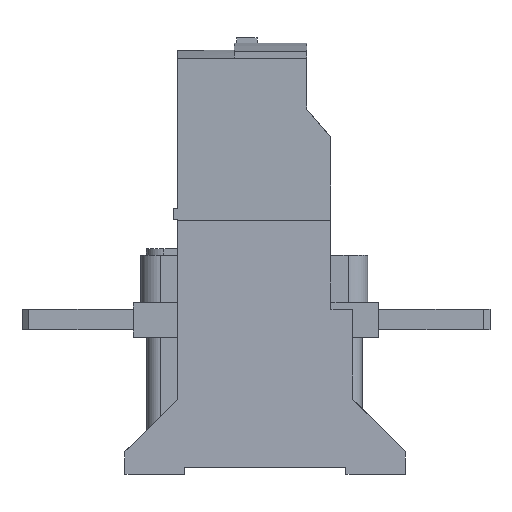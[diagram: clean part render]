
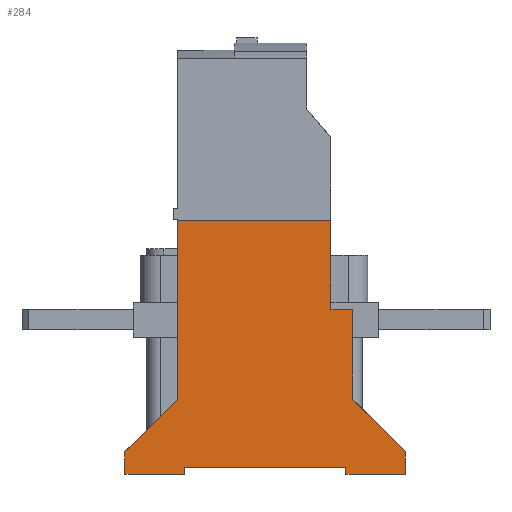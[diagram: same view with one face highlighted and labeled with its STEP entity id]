
A CAD part, left-side view. The second image highlights one B-rep face of the part: STEP entity #284.
In plain terms, the highlighted planar face has unit normal (-1, 0, 0.004).
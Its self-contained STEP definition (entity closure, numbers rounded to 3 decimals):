
#284=ADVANCED_FACE('',(#1105),#1106,.T.);
#1105=FACE_OUTER_BOUND('',#2287,.T.);
#1106=PLANE('',#2288);
#2287=EDGE_LOOP('',(#5143,#5144,#5145,#5146,#5147,#5148,#5149,#5150,#5151,#5152,#5153,#5154,#5155,#5156));
#2288=AXIS2_PLACEMENT_3D('',#5157,#5158,#5159);
#5143=ORIENTED_EDGE('',*,*,#7975,.T.);
#5144=ORIENTED_EDGE('',*,*,#7904,.T.);
#5145=ORIENTED_EDGE('',*,*,#8684,.T.);
#5146=ORIENTED_EDGE('',*,*,#8685,.F.);
#5147=ORIENTED_EDGE('',*,*,#8686,.F.);
#5148=ORIENTED_EDGE('',*,*,#8673,.T.);
#5149=ORIENTED_EDGE('',*,*,#8671,.T.);
#5150=ORIENTED_EDGE('',*,*,#8666,.F.);
#5151=ORIENTED_EDGE('',*,*,#8687,.F.);
#5152=ORIENTED_EDGE('',*,*,#8688,.T.);
#5153=ORIENTED_EDGE('',*,*,#8689,.T.);
#5154=ORIENTED_EDGE('',*,*,#8658,.F.);
#5155=ORIENTED_EDGE('',*,*,#8690,.T.);
#5156=ORIENTED_EDGE('',*,*,#7990,.F.);
#5157=CARTESIAN_POINT('',(-17.793,-8.7,-126.059));
#5158=DIRECTION('',(-1.,0.0,0.004));
#5159=DIRECTION('',(0.0,1.0,0.0));
#7904=EDGE_CURVE('',#9609,#9607,#9610,.T.);
#7975=EDGE_CURVE('',#9748,#9609,#9749,.T.);
#7990=EDGE_CURVE('',#9748,#9777,#9778,.T.);
#8658=EDGE_CURVE('',#10898,#10900,#10901,.T.);
#8666=EDGE_CURVE('',#10912,#10914,#10915,.T.);
#8671=EDGE_CURVE('',#10922,#10914,#10923,.T.);
#8673=EDGE_CURVE('',#10925,#10922,#10926,.T.);
#8684=EDGE_CURVE('',#9607,#10943,#10945,.T.);
#8685=EDGE_CURVE('',#10946,#10943,#10947,.T.);
#8686=EDGE_CURVE('',#10925,#10946,#10948,.T.);
#8687=EDGE_CURVE('',#10949,#10912,#10950,.T.);
#8688=EDGE_CURVE('',#10949,#10951,#10952,.T.);
#8689=EDGE_CURVE('',#10951,#10900,#10953,.T.);
#8690=EDGE_CURVE('',#10898,#9777,#10954,.T.);
#9607=VERTEX_POINT('',#12283);
#9609=VERTEX_POINT('',#12286);
#9610=LINE('',#12287,#12288);
#9748=VERTEX_POINT('',#12496);
#9749=LINE('',#12497,#12498);
#9777=VERTEX_POINT('',#12540);
#9778=LINE('',#12541,#12542);
#10898=VERTEX_POINT('',#14218);
#10900=VERTEX_POINT('',#14221);
#10901=LINE('',#14222,#14223);
#10912=VERTEX_POINT('',#14240);
#10914=VERTEX_POINT('',#14243);
#10915=LINE('',#14244,#14245);
#10922=VERTEX_POINT('',#14256);
#10923=LINE('',#14257,#14258);
#10925=VERTEX_POINT('',#14261);
#10926=LINE('',#14262,#14263);
#10943=VERTEX_POINT('',#14289);
#10945=LINE('',#14292,#14293);
#10946=VERTEX_POINT('',#14294);
#10947=LINE('',#14295,#14296);
#10948=LINE('',#14297,#14298);
#10949=VERTEX_POINT('',#14299);
#10950=LINE('',#14300,#14301);
#10951=VERTEX_POINT('',#14302);
#10952=LINE('',#14303,#14304);
#10953=LINE('',#14305,#14306);
#10954=LINE('',#14307,#14308);
#12283=CARTESIAN_POINT('',(-17.705,57.9,-104.159));
#12286=CARTESIAN_POINT('',(-17.495,57.9,-51.859));
#12287=CARTESIAN_POINT('',(-17.495,57.9,-51.859));
#12288=VECTOR('',#16225,52.3);
#12496=CARTESIAN_POINT('',(-17.495,13.1,-51.859));
#12497=CARTESIAN_POINT('',(-17.495,13.1,-51.859));
#12498=VECTOR('',#16296,44.8);
#12540=CARTESIAN_POINT('',(-17.599,13.1,-77.859));
#12541=CARTESIAN_POINT('',(-17.495,13.1,-51.859));
#12542=VECTOR('',#16311,26.);
#14218=CARTESIAN_POINT('',(-17.599,6.7,-77.859));
#14221=CARTESIAN_POINT('',(-17.705,6.7,-104.159));
#14222=CARTESIAN_POINT('',(-17.599,6.7,-77.859));
#14223=VECTOR('',#17223,26.3);
#14240=CARTESIAN_POINT('',(-17.793,8.7,-126.059));
#14243=CARTESIAN_POINT('',(-17.785,8.7,-124.059));
#14244=CARTESIAN_POINT('',(-17.793,8.7,-126.059));
#14245=VECTOR('',#17231,2.);
#14256=CARTESIAN_POINT('',(-17.785,55.9,-124.059));
#14257=CARTESIAN_POINT('',(-17.785,55.9,-124.059));
#14258=VECTOR('',#17236,47.2);
#14261=CARTESIAN_POINT('',(-17.793,55.9,-126.059));
#14262=CARTESIAN_POINT('',(-17.793,55.9,-126.059));
#14263=VECTOR('',#17238,2.);
#14289=CARTESIAN_POINT('',(-17.767,73.3,-119.559));
#14292=CARTESIAN_POINT('',(-17.705,57.9,-104.159));
#14293=VECTOR('',#17249,21.779);
#14294=CARTESIAN_POINT('',(-17.793,73.3,-126.059));
#14295=CARTESIAN_POINT('',(-17.793,73.3,-126.059));
#14296=VECTOR('',#17250,6.5);
#14297=CARTESIAN_POINT('',(-17.793,55.9,-126.059));
#14298=VECTOR('',#17251,17.4);
#14299=CARTESIAN_POINT('',(-17.793,-8.7,-126.059));
#14300=CARTESIAN_POINT('',(-17.793,-8.7,-126.059));
#14301=VECTOR('',#17252,17.4);
#14302=CARTESIAN_POINT('',(-17.767,-8.7,-119.559));
#14303=CARTESIAN_POINT('',(-17.793,-8.7,-126.059));
#14304=VECTOR('',#17253,6.5);
#14305=CARTESIAN_POINT('',(-17.767,-8.7,-119.559));
#14306=VECTOR('',#17254,21.779);
#14307=CARTESIAN_POINT('',(-17.599,6.7,-77.859));
#14308=VECTOR('',#17255,6.4);
#16225=DIRECTION('',(-0.004,0.0,-1.));
#16296=DIRECTION('',(0.0,1.0,0.0));
#16311=DIRECTION('',(-0.004,0.0,-1.));
#17223=DIRECTION('',(-0.004,0.0,-1.));
#17231=DIRECTION('',(0.004,0.0,1.));
#17236=DIRECTION('',(0.0,-1.0,0.0));
#17238=DIRECTION('',(0.004,0.0,1.));
#17249=DIRECTION('',(-0.003,0.707,-0.707));
#17250=DIRECTION('',(0.004,0.0,1.));
#17251=DIRECTION('',(0.0,1.0,0.0));
#17252=DIRECTION('',(0.0,1.0,0.0));
#17253=DIRECTION('',(0.004,0.0,1.));
#17254=DIRECTION('',(0.003,0.707,0.707));
#17255=DIRECTION('',(0.0,1.0,0.0));
